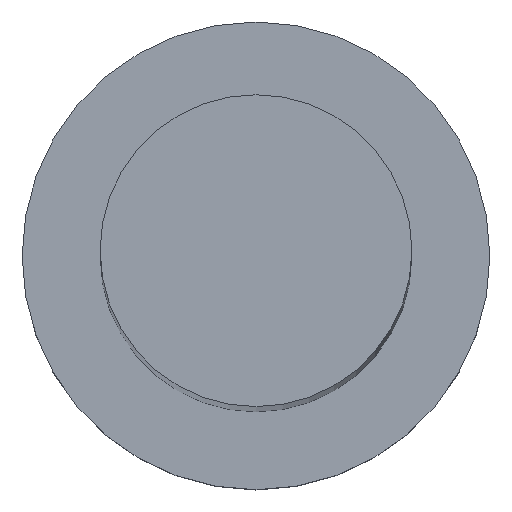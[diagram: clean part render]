
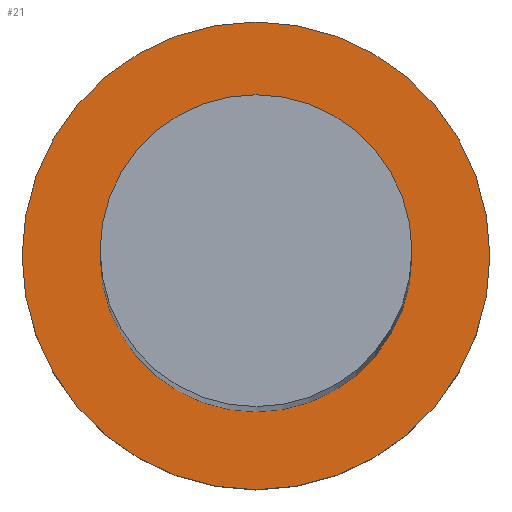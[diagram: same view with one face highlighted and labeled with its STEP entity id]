
A CAD part, top view. The second image highlights one B-rep face of the part: STEP entity #21.
In plain terms, the highlighted planar face has unit normal (0, 0, 1).
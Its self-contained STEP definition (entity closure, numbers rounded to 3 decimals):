
#7 = ORIENTED_EDGE ( 'NONE', *, *, #114, .T. ) ;
#11 = ORIENTED_EDGE ( 'NONE', *, *, #122, .T. ) ;
#13 = EDGE_CURVE ( 'NONE', #111, #31, #62, .T. ) ;
#15 = AXIS2_PLACEMENT_3D ( 'NONE', #168, #246, #68 ) ;
#21 = ADVANCED_FACE ( 'NONE', ( #113, #150 ), #185, .T. ) ;
#31 = VERTEX_POINT ( 'NONE', #39 ) ;
#39 = CARTESIAN_POINT ( 'NONE',  ( -8., 0., 7. ) ) ;
#41 = AXIS2_PLACEMENT_3D ( 'NONE', #139, #215, #97 ) ;
#45 = AXIS2_PLACEMENT_3D ( 'NONE', #137, #252, #52 ) ;
#52 = DIRECTION ( 'NONE',  ( 1., 0., 0. ) ) ;
#55 = DIRECTION ( 'NONE',  ( 1., 0., 0. ) ) ;
#62 = CIRCLE ( 'NONE', #15, 8. ) ;
#66 = DIRECTION ( 'NONE',  ( 0., 0., 1. ) ) ;
#68 = DIRECTION ( 'NONE',  ( 1., 0., 0. ) ) ;
#79 = CIRCLE ( 'NONE', #41, 12. ) ;
#84 = EDGE_CURVE ( 'NONE', #31, #111, #162, .T. ) ;
#89 = ORIENTED_EDGE ( 'NONE', *, *, #13, .F. ) ;
#97 = DIRECTION ( 'NONE',  ( 1., 0., 0. ) ) ;
#98 = DIRECTION ( 'NONE',  ( 0., 0., 1. ) ) ;
#110 = EDGE_LOOP ( 'NONE', ( #206, #89 ) ) ;
#111 = VERTEX_POINT ( 'NONE', #174 ) ;
#113 = FACE_BOUND ( 'NONE', #110, .T. ) ;
#114 = EDGE_CURVE ( 'NONE', #225, #153, #79, .T. ) ;
#115 = EDGE_LOOP ( 'NONE', ( #11, #7 ) ) ;
#117 = AXIS2_PLACEMENT_3D ( 'NONE', #254, #98, #55 ) ;
#122 = EDGE_CURVE ( 'NONE', #153, #225, #224, .T. ) ;
#137 = CARTESIAN_POINT ( 'NONE',  ( 0., 0., 7. ) ) ;
#139 = CARTESIAN_POINT ( 'NONE',  ( 0., 0., 7. ) ) ;
#148 = DIRECTION ( 'NONE',  ( 1., 0., 0. ) ) ;
#150 = FACE_OUTER_BOUND ( 'NONE', #115, .T. ) ;
#153 = VERTEX_POINT ( 'NONE', #177 ) ;
#162 = CIRCLE ( 'NONE', #45, 8. ) ;
#168 = CARTESIAN_POINT ( 'NONE',  ( 0., 0., 7. ) ) ;
#174 = CARTESIAN_POINT ( 'NONE',  ( 8., 0., 7. ) ) ;
#177 = CARTESIAN_POINT ( 'NONE',  ( -12., 0., 7. ) ) ;
#185 = PLANE ( 'NONE',  #207 ) ;
#186 = CARTESIAN_POINT ( 'NONE',  ( 0., 0., 7. ) ) ;
#206 = ORIENTED_EDGE ( 'NONE', *, *, #84, .F. ) ;
#207 = AXIS2_PLACEMENT_3D ( 'NONE', #186, #66, #148 ) ;
#215 = DIRECTION ( 'NONE',  ( 0., 0., 1. ) ) ;
#224 = CIRCLE ( 'NONE', #117, 12. ) ;
#225 = VERTEX_POINT ( 'NONE', #232 ) ;
#232 = CARTESIAN_POINT ( 'NONE',  ( 12., 0., 7. ) ) ;
#246 = DIRECTION ( 'NONE',  ( 0., 0., 1. ) ) ;
#252 = DIRECTION ( 'NONE',  ( 0., 0., 1. ) ) ;
#254 = CARTESIAN_POINT ( 'NONE',  ( 0., 0., 7. ) ) ;
